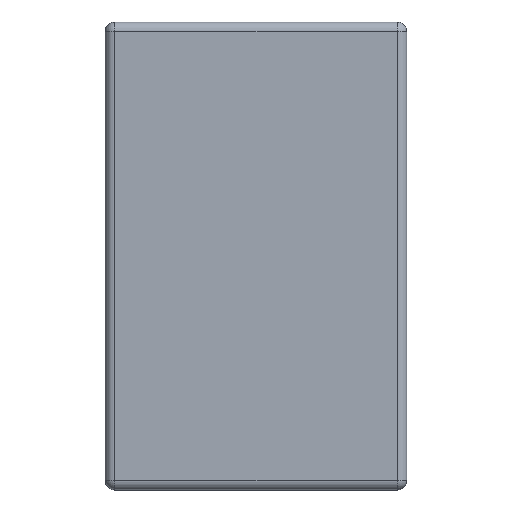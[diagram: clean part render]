
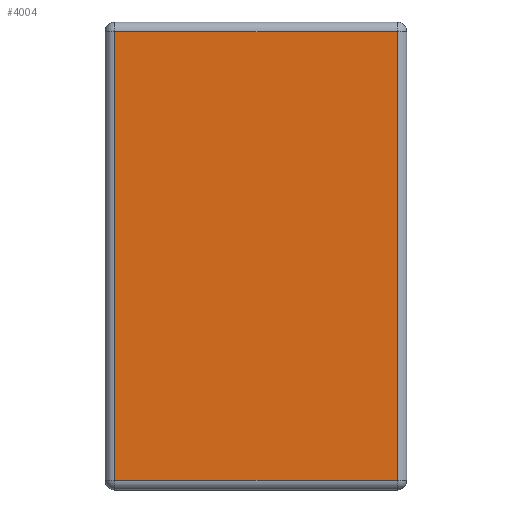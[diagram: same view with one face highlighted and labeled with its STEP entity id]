
A CAD part, left-side view. The second image highlights one B-rep face of the part: STEP entity #4004.
In plain terms, the highlighted planar face has unit normal (-1, 0, 0).
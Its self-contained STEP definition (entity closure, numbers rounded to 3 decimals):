
#141 = VERTEX_POINT ( 'NONE', #4600 ) ;
#343 = CARTESIAN_POINT ( 'NONE',  ( 0., 1., -0.032 ) ) ;
#413 = VERTEX_POINT ( 'NONE', #759 ) ;
#549 = CARTESIAN_POINT ( 'NONE',  ( 0., 0., 0. ) ) ;
#561 = ORIENTED_EDGE ( 'NONE', *, *, #1812, .T. ) ;
#701 = VECTOR ( 'NONE', #2707, 1000. ) ;
#759 = CARTESIAN_POINT ( 'NONE',  ( 0., 0.968, -0.032 ) ) ;
#779 = DIRECTION ( 'NONE',  ( 0., 0., -1. ) ) ;
#899 = DIRECTION ( 'NONE',  ( 0., 0., 1. ) ) ;
#1205 = LINE ( 'NONE', #3701, #3571 ) ;
#1348 = CARTESIAN_POINT ( 'NONE',  ( 0., 0.032, -0.032 ) ) ;
#1668 = DIRECTION ( 'NONE',  ( 0., -1., 0. ) ) ;
#1713 = ORIENTED_EDGE ( 'NONE', *, *, #1961, .T. ) ;
#1728 = EDGE_CURVE ( 'NONE', #2575, #413, #4027, .T. ) ;
#1812 = EDGE_CURVE ( 'NONE', #413, #141, #1205, .T. ) ;
#1947 = PLANE ( 'NONE',  #2003 ) ;
#1961 = EDGE_CURVE ( 'NONE', #4476, #2575, #2502, .T. ) ;
#2003 = AXIS2_PLACEMENT_3D ( 'NONE', #549, #3738, #899 ) ;
#2044 = ORIENTED_EDGE ( 'NONE', *, *, #3057, .T. ) ;
#2121 = ORIENTED_EDGE ( 'NONE', *, *, #1728, .T. ) ;
#2265 = EDGE_LOOP ( 'NONE', ( #2044, #1713, #2121, #561 ) ) ;
#2502 = LINE ( 'NONE', #3394, #701 ) ;
#2575 = VERTEX_POINT ( 'NONE', #1348 ) ;
#2707 = DIRECTION ( 'NONE',  ( 0., 0., 1. ) ) ;
#2860 = DIRECTION ( 'NONE',  ( 0., 1., 0. ) ) ;
#3057 = EDGE_CURVE ( 'NONE', #141, #4476, #3317, .T. ) ;
#3082 = CARTESIAN_POINT ( 'NONE',  ( 0., 0., -1.518 ) ) ;
#3317 = LINE ( 'NONE', #3082, #3483 ) ;
#3394 = CARTESIAN_POINT ( 'NONE',  ( 0., 0.032, 0. ) ) ;
#3483 = VECTOR ( 'NONE', #1668, 1000. ) ;
#3571 = VECTOR ( 'NONE', #779, 1000. ) ;
#3701 = CARTESIAN_POINT ( 'NONE',  ( 0., 0.968, -1.55 ) ) ;
#3738 = DIRECTION ( 'NONE',  ( -1., 0., 0. ) ) ;
#3788 = FACE_OUTER_BOUND ( 'NONE', #2265, .T. ) ;
#4004 = ADVANCED_FACE ( 'NONE', ( #3788 ), #1947, .T. ) ;
#4027 = LINE ( 'NONE', #343, #4373 ) ;
#4373 = VECTOR ( 'NONE', #2860, 1000. ) ;
#4476 = VERTEX_POINT ( 'NONE', #4508 ) ;
#4508 = CARTESIAN_POINT ( 'NONE',  ( 0., 0.032, -1.518 ) ) ;
#4600 = CARTESIAN_POINT ( 'NONE',  ( 0., 0.968, -1.518 ) ) ;
